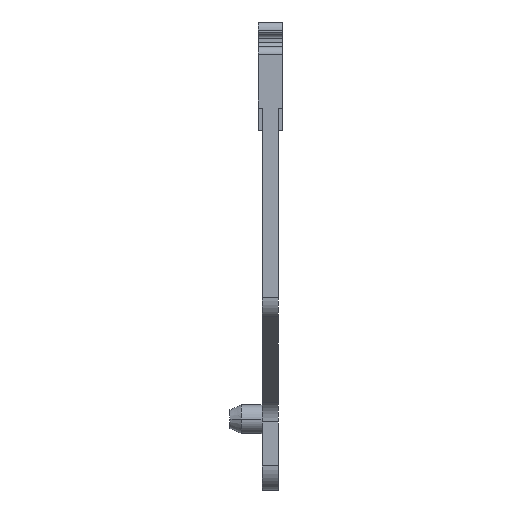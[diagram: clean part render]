
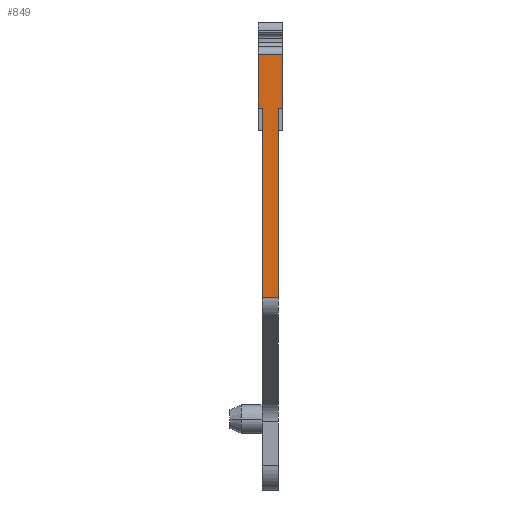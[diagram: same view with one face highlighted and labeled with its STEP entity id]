
A CAD part, front view. The second image highlights one B-rep face of the part: STEP entity #849.
In plain terms, the highlighted planar face has unit normal (0, -1, 0).
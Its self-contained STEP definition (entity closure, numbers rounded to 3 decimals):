
#811=AXIS2_PLACEMENT_3D('Plane Axis2P3D',#808,#809,#810) ;
#76=CARTESIAN_POINT('Line Origine',(3.5,0.,51.041)) ;
#80=CARTESIAN_POINT('Vertex',(3.5,0.,54.382)) ;
#82=CARTESIAN_POINT('Vertex',(3.5,0.,47.7)) ;
#289=CARTESIAN_POINT('Vertex',(6.5,0.,47.7)) ;
#394=CARTESIAN_POINT('Vertex',(6.5,0.,54.382)) ;
#397=CARTESIAN_POINT('Line Origine',(6.5,0.,51.041)) ;
#516=CARTESIAN_POINT('Vertex',(4.,0.,47.7)) ;
#521=CARTESIAN_POINT('Line Origine',(3.75,0.,47.7)) ;
#796=CARTESIAN_POINT('Line Origine',(5.,0.,54.382)) ;
#808=CARTESIAN_POINT('Axis2P3D Location',(4.,0.,58.45)) ;
#813=CARTESIAN_POINT('Line Origine',(6.,0.,35.891)) ;
#817=CARTESIAN_POINT('Vertex',(6.,0.,47.7)) ;
#819=CARTESIAN_POINT('Vertex',(6.,0.,24.081)) ;
#822=CARTESIAN_POINT('Line Origine',(6.25,0.,47.7)) ;
#827=CARTESIAN_POINT('Line Origine',(4.,0.,35.891)) ;
#831=CARTESIAN_POINT('Vertex',(4.,0.,24.081)) ;
#834=CARTESIAN_POINT('Line Origine',(5.,0.,24.081)) ;
#77=DIRECTION('Vector Direction',(0.,0.,1.)) ;
#398=DIRECTION('Vector Direction',(0.,0.,1.)) ;
#522=DIRECTION('Vector Direction',(-1.,0.,0.)) ;
#797=DIRECTION('Vector Direction',(1.,0.,0.)) ;
#809=DIRECTION('Axis2P3D Direction',(0.,-1.,0.)) ;
#810=DIRECTION('Axis2P3D XDirection',(0.,0.,-1.)) ;
#814=DIRECTION('Vector Direction',(0.,0.,-1.)) ;
#823=DIRECTION('Vector Direction',(-1.,0.,0.)) ;
#828=DIRECTION('Vector Direction',(0.,0.,-1.)) ;
#835=DIRECTION('Vector Direction',(-1.,0.,0.)) ;
#78=VECTOR('Line Direction',#77,1.) ;
#399=VECTOR('Line Direction',#398,1.) ;
#523=VECTOR('Line Direction',#522,1.) ;
#798=VECTOR('Line Direction',#797,1.) ;
#815=VECTOR('Line Direction',#814,1.) ;
#824=VECTOR('Line Direction',#823,1.) ;
#829=VECTOR('Line Direction',#828,1.) ;
#836=VECTOR('Line Direction',#835,1.) ;
#840=ORIENTED_EDGE('',*,*,#821,.F.) ;
#841=ORIENTED_EDGE('',*,*,#826,.F.) ;
#842=ORIENTED_EDGE('',*,*,#401,.F.) ;
#843=ORIENTED_EDGE('',*,*,#800,.T.) ;
#844=ORIENTED_EDGE('',*,*,#84,.T.) ;
#845=ORIENTED_EDGE('',*,*,#525,.F.) ;
#846=ORIENTED_EDGE('',*,*,#833,.T.) ;
#847=ORIENTED_EDGE('',*,*,#838,.F.) ;
#849=ADVANCED_FACE('Hauptk\X2\00F6\X0\rper',(#848),#812,.T.) ;
#84=EDGE_CURVE('',#81,#83,#79,.F.) ;
#401=EDGE_CURVE('',#395,#290,#400,.F.) ;
#525=EDGE_CURVE('',#517,#83,#524,.T.) ;
#800=EDGE_CURVE('',#395,#81,#799,.F.) ;
#821=EDGE_CURVE('',#818,#820,#816,.T.) ;
#826=EDGE_CURVE('',#290,#818,#825,.T.) ;
#833=EDGE_CURVE('',#517,#832,#830,.T.) ;
#838=EDGE_CURVE('',#820,#832,#837,.T.) ;
#839=EDGE_LOOP('',(#840,#841,#842,#843,#844,#845,#846,#847)) ;
#848=FACE_OUTER_BOUND('',#839,.T.) ;
#79=LINE('Line',#76,#78) ;
#400=LINE('Line',#397,#399) ;
#524=LINE('Line',#521,#523) ;
#799=LINE('Line',#796,#798) ;
#816=LINE('Line',#813,#815) ;
#825=LINE('Line',#822,#824) ;
#830=LINE('Line',#827,#829) ;
#837=LINE('Line',#834,#836) ;
#812=PLANE('',#811) ;
#81=VERTEX_POINT('',#80) ;
#83=VERTEX_POINT('',#82) ;
#290=VERTEX_POINT('',#289) ;
#395=VERTEX_POINT('',#394) ;
#517=VERTEX_POINT('',#516) ;
#818=VERTEX_POINT('',#817) ;
#820=VERTEX_POINT('',#819) ;
#832=VERTEX_POINT('',#831) ;
